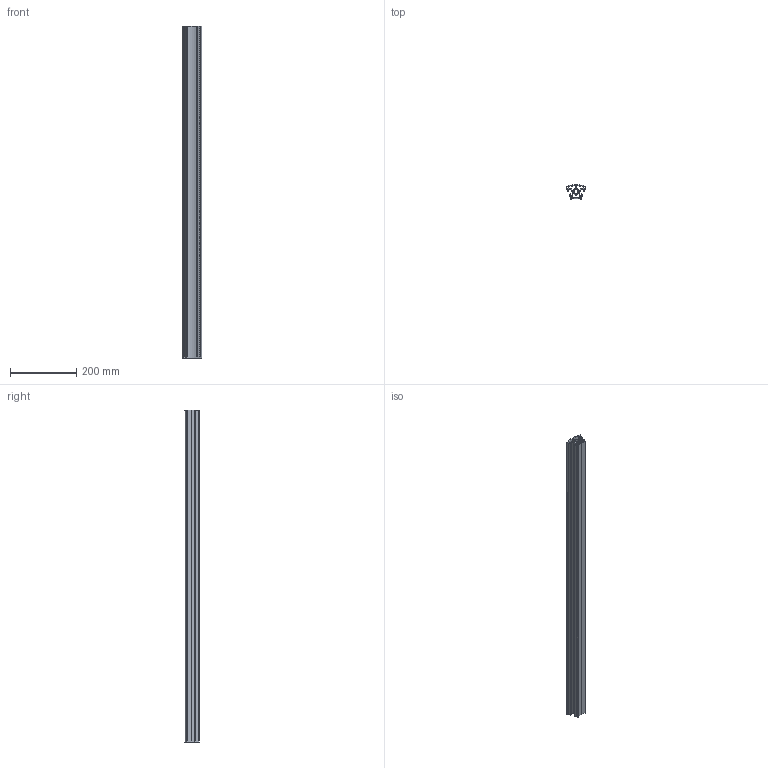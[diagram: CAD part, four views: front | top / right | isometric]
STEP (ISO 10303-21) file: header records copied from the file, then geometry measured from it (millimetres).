
FILE_DESCRIPTION (( 'STEP AP214' ), '1' );
FILE_NAME ('Ñáîðêà1.STEP', '2023-10-17T09:39:30', ( '' ), ( '' ), 'SwSTEP 2.0', 'SolidWorks 2022', '' );
FILE_SCHEMA (( 'AUTOMOTIVE_DESIGN' ));
Length unit declared in the file: millimetre
Products named in the file (2): 444R45 Профиль конструкционный 40х40R45 (Ан. серебро)_00; Сборка1
Assembly tree (1 placements, depth 2):
  Сборка1
    444R45 Профиль конструкционный 40х40R45 (Ан. серебро)_00
Bounding box: 60.2 x 42.28 x 1000 mm (x, y, z)
Volume: 637897.1 mm3; surface area: 561959.5 mm2
Topology: 1 solids, 1 shells, 206 faces, 612 edges, 408 vertices
Faces by surface type: cylinder 112, plane 94
Entity records: 7066 total; most frequent: DIRECTION 1256, CARTESIAN_POINT 1230, ORIENTED_EDGE 1224, EDGE_CURVE 612, AXIS2_PLACEMENT_3D 434, VERTEX_POINT 408, VECTOR 388, LINE 388
